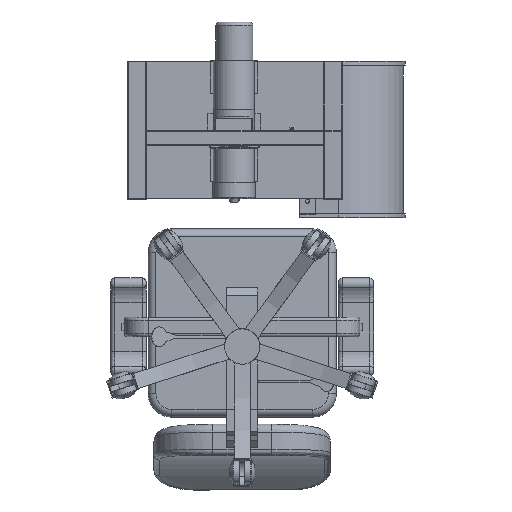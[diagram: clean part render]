
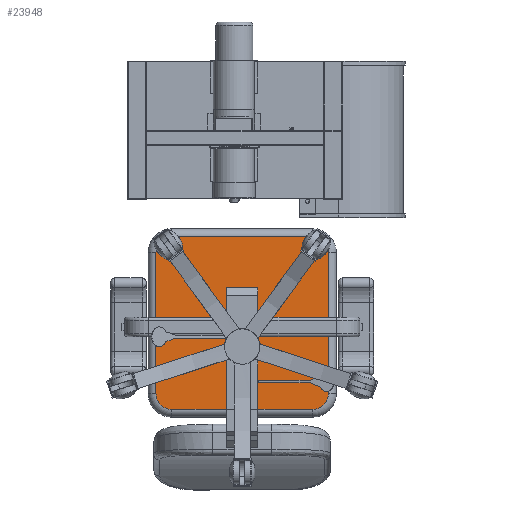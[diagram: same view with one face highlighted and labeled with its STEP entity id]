
A CAD part, front view. The second image highlights one B-rep face of the part: STEP entity #23948.
In plain terms, the highlighted planar face has unit normal (0, -1, 0).
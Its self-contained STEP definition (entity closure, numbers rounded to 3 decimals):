
#2939=CIRCLE('',#27296,40.);
#2942=CIRCLE('',#27301,40.);
#2946=CIRCLE('',#27307,40.);
#2950=CIRCLE('',#27313,40.);
#4372=FACE_OUTER_BOUND('',#5954,.T.);
#5954=EDGE_LOOP('',(#19903,#19904,#19905,#19906,#19907,#19908,#19909,#19910,
#19911,#19912,#19913,#19914));
#7749=LINE('',#43702,#9456);
#7789=LINE('',#43780,#9496);
#7792=LINE('',#43786,#9499);
#7793=LINE('',#43800,#9500);
#7795=LINE('',#43812,#9502);
#7796=LINE('',#43813,#9503);
#7798=LINE('',#43825,#9505);
#7800=LINE('',#43834,#9507);
#9456=VECTOR('',#33090,10.);
#9496=VECTOR('',#33156,10.);
#9499=VECTOR('',#33163,10.);
#9500=VECTOR('',#33178,10.);
#9502=VECTOR('',#33192,10.);
#9503=VECTOR('',#33193,10.);
#9505=VECTOR('',#33207,10.);
#9507=VECTOR('',#33219,10.);
#11392=VERTEX_POINT('',#43700);
#11393=VERTEX_POINT('',#43701);
#11418=VERTEX_POINT('',#43778);
#11419=VERTEX_POINT('',#43782);
#11420=VERTEX_POINT('',#43788);
#11423=VERTEX_POINT('',#43793);
#11425=VERTEX_POINT('',#43798);
#11427=VERTEX_POINT('',#43804);
#11429=VERTEX_POINT('',#43810);
#11431=VERTEX_POINT('',#43817);
#11433=VERTEX_POINT('',#43823);
#11435=VERTEX_POINT('',#43829);
#14328=EDGE_CURVE('',#11392,#11393,#7749,.T.);
#14368=EDGE_CURVE('',#11393,#11418,#7789,.T.);
#14371=EDGE_CURVE('',#11418,#11419,#7792,.T.);
#14375=EDGE_CURVE('',#11423,#11420,#2939,.T.);
#14377=EDGE_CURVE('',#11425,#11423,#7793,.T.);
#14380=EDGE_CURVE('',#11427,#11425,#2942,.T.);
#14383=EDGE_CURVE('',#11429,#11419,#7795,.T.);
#14384=EDGE_CURVE('',#11392,#11427,#7796,.T.);
#14387=EDGE_CURVE('',#11431,#11429,#2946,.T.);
#14390=EDGE_CURVE('',#11433,#11431,#7798,.T.);
#14393=EDGE_CURVE('',#11435,#11433,#2950,.T.);
#14395=EDGE_CURVE('',#11420,#11435,#7800,.T.);
#19903=ORIENTED_EDGE('',*,*,#14371,.T.);
#19904=ORIENTED_EDGE('',*,*,#14383,.F.);
#19905=ORIENTED_EDGE('',*,*,#14387,.F.);
#19906=ORIENTED_EDGE('',*,*,#14390,.F.);
#19907=ORIENTED_EDGE('',*,*,#14393,.F.);
#19908=ORIENTED_EDGE('',*,*,#14395,.F.);
#19909=ORIENTED_EDGE('',*,*,#14375,.F.);
#19910=ORIENTED_EDGE('',*,*,#14377,.F.);
#19911=ORIENTED_EDGE('',*,*,#14380,.F.);
#19912=ORIENTED_EDGE('',*,*,#14384,.F.);
#19913=ORIENTED_EDGE('',*,*,#14328,.T.);
#19914=ORIENTED_EDGE('',*,*,#14368,.T.);
#22822=PLANE('',#27322);
#23948=ADVANCED_FACE('',(#4372),#22822,.F.);
#27296=AXIS2_PLACEMENT_3D('',#43795,#33172,#33173);
#27301=AXIS2_PLACEMENT_3D('',#43806,#33184,#33185);
#27307=AXIS2_PLACEMENT_3D('',#43819,#33199,#33200);
#27313=AXIS2_PLACEMENT_3D('',#43831,#33213,#33214);
#27322=AXIS2_PLACEMENT_3D('',#43854,#33240,#33241);
#33090=DIRECTION('',(0.,0.,1.));
#33156=DIRECTION('',(1.,0.,0.));
#33163=DIRECTION('',(0.,0.,-1.));
#33172=DIRECTION('center_axis',(0.,1.,0.));
#33173=DIRECTION('ref_axis',(-0.707,0.,0.707));
#33178=DIRECTION('',(0.,0.,1.));
#33184=DIRECTION('center_axis',(0.,1.,0.));
#33185=DIRECTION('ref_axis',(-0.707,0.,-0.707));
#33192=DIRECTION('',(-1.,0.,0.));
#33193=DIRECTION('',(-1.,0.,0.));
#33199=DIRECTION('center_axis',(0.,1.,0.));
#33200=DIRECTION('ref_axis',(0.707,0.,-0.707));
#33207=DIRECTION('',(0.,0.,-1.));
#33213=DIRECTION('center_axis',(0.,1.,0.));
#33214=DIRECTION('ref_axis',(0.707,0.,0.707));
#33219=DIRECTION('',(1.,0.,0.));
#33240=DIRECTION('center_axis',(0.,1.,0.));
#33241=DIRECTION('ref_axis',(0.,0.,1.));
#43700=CARTESIAN_POINT('',(200.,0.,-460.));
#43701=CARTESIAN_POINT('',(200.,0.,-150.));
#43702=CARTESIAN_POINT('',(200.,0.,-318.57));
#43778=CARTESIAN_POINT('',(280.,0.,-150.));
#43780=CARTESIAN_POINT('',(240.,0.,-150.));
#43782=CARTESIAN_POINT('',(280.,0.,-460.));
#43786=CARTESIAN_POINT('',(280.,0.,-318.57));
#43788=CARTESIAN_POINT('',(60.,0.,-20.));
#43793=CARTESIAN_POINT('',(20.,0.,-60.));
#43795=CARTESIAN_POINT('Origin',(60.,0.,-60.));
#43798=CARTESIAN_POINT('',(20.,0.,-420.));
#43800=CARTESIAN_POINT('',(20.,0.,-330.));
#43804=CARTESIAN_POINT('',(60.,0.,-460.));
#43806=CARTESIAN_POINT('Origin',(60.,0.,-420.));
#43810=CARTESIAN_POINT('',(420.,0.,-460.));
#43812=CARTESIAN_POINT('',(330.,0.,-460.));
#43813=CARTESIAN_POINT('',(330.,0.,-460.));
#43817=CARTESIAN_POINT('',(460.,0.,-420.));
#43819=CARTESIAN_POINT('Origin',(420.,0.,-420.));
#43823=CARTESIAN_POINT('',(460.,0.,-60.));
#43825=CARTESIAN_POINT('',(460.,0.,-150.));
#43829=CARTESIAN_POINT('',(420.,0.,-20.));
#43831=CARTESIAN_POINT('Origin',(420.,0.,-60.));
#43834=CARTESIAN_POINT('',(150.,0.,-20.));
#43854=CARTESIAN_POINT('Origin',(240.,0.,-240.));
